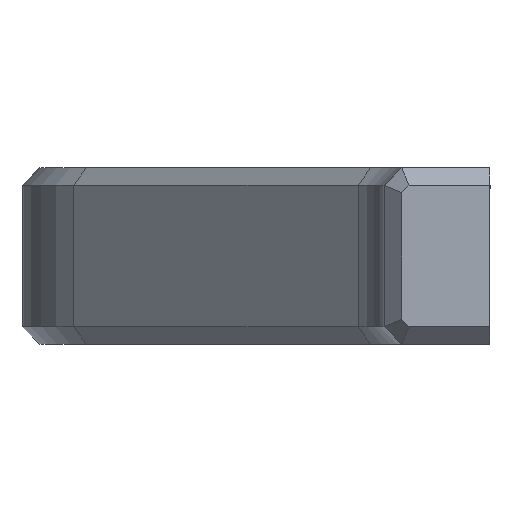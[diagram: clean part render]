
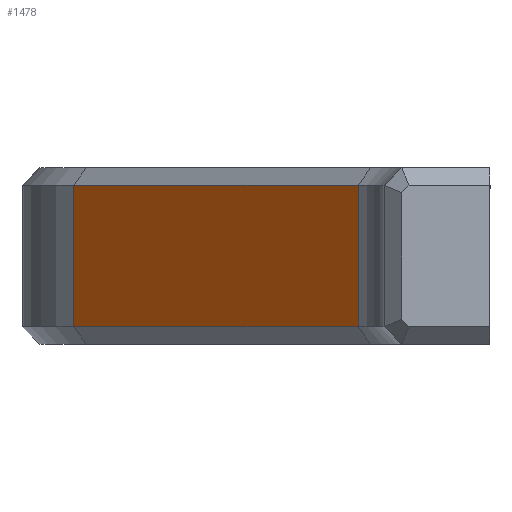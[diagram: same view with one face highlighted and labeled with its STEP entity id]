
A CAD part, left-side view. The second image highlights one B-rep face of the part: STEP entity #1478.
In plain terms, the highlighted planar face has unit normal (-0.707, 0.707, 0).
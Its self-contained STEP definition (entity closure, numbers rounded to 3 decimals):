
#67=PLANE('',#1625);
#126=FACE_OUTER_BOUND('',#222,.T.);
#222=EDGE_LOOP('',(#1207,#1208,#1209,#1210));
#382=LINE('',#2437,#544);
#383=LINE('',#2442,#545);
#384=LINE('',#2443,#546);
#385=LINE('',#2444,#547);
#544=VECTOR('',#1948,1000.);
#545=VECTOR('',#1953,1000.);
#546=VECTOR('',#1954,1000.);
#547=VECTOR('',#1955,1000.);
#774=VERTEX_POINT('',#2434);
#775=VERTEX_POINT('',#2436);
#776=VERTEX_POINT('',#2440);
#777=VERTEX_POINT('',#2441);
#935=EDGE_CURVE('',#774,#775,#382,.T.);
#937=EDGE_CURVE('',#776,#777,#383,.T.);
#938=EDGE_CURVE('',#775,#776,#384,.T.);
#939=EDGE_CURVE('',#777,#774,#385,.T.);
#1207=ORIENTED_EDGE('',*,*,#937,.F.);
#1208=ORIENTED_EDGE('',*,*,#938,.F.);
#1209=ORIENTED_EDGE('',*,*,#935,.F.);
#1210=ORIENTED_EDGE('',*,*,#939,.F.);
#1478=ADVANCED_FACE('',(#126),#67,.T.);
#1625=AXIS2_PLACEMENT_3D('',#2439,#1951,#1952);
#1948=DIRECTION('',(0.,0.,1.));
#1951=DIRECTION('center_axis',(-0.707,0.707,0.));
#1952=DIRECTION('ref_axis',(0.,0.,1.));
#1953=DIRECTION('',(0.,0.,-1.));
#1954=DIRECTION('',(-0.707,-0.707,0.));
#1955=DIRECTION('',(0.707,0.707,0.));
#2434=CARTESIAN_POINT('',(-16.571,31.076,6.));
#2436=CARTESIAN_POINT('',(-16.571,31.076,14.));
#2437=CARTESIAN_POINT('',(-16.571,31.076,5.));
#2439=CARTESIAN_POINT('Origin',(-14.142,33.505,5.));
#2440=CARTESIAN_POINT('',(-32.678,14.97,14.));
#2441=CARTESIAN_POINT('',(-32.678,14.97,6.));
#2442=CARTESIAN_POINT('',(-32.678,14.97,5.));
#2443=CARTESIAN_POINT('',(-11.232,36.416,14.));
#2444=CARTESIAN_POINT('',(-11.232,36.416,6.));
